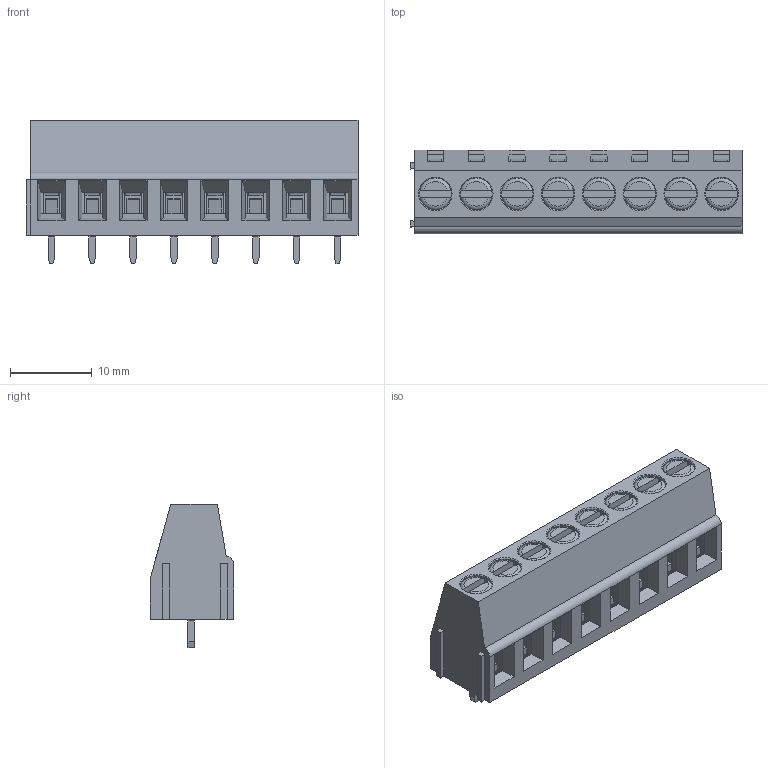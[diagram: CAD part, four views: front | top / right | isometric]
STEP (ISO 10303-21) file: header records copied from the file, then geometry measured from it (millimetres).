
FILE_DESCRIPTION(('STEP AP214'), '1');
FILE_NAME('DG128-5.0-03', '2017-07-15T10:03:45', ('Nobody'), (''), 'ASCON STEP Converter 1.3', 'ASCON Math Kernel', '');
FILE_SCHEMA(('AUTOMOTIVE_DESIGN { 1 0 10303 214 3 1 1}'));
Length unit declared in the file: millimetre
Assembly tree (24 placements, depth 2):
  (unnamed)
    (unnamed)  x8
    (unnamed)  x8
    (unnamed)  x8
Bounding box: 40.6 x 10.2 x 17.6 mm (x, y, z)
Volume: 3405.5 mm3; surface area: 7276.7 mm2
Topology: 25 solids, 25 shells, 945 faces, 2365 edges, 1486 vertices
Faces by surface type: plane 808, cylinder 105, torus 24, cone 8
Full cylindrical faces by diameter (mm): 1.8 x8, 2 x8, 2.5 x8, 2.6 x8, 4 x8, 4.1 x8
Entity records: 16614 total; most frequent: CARTESIAN_POINT 2281, ORIENTED_EDGE 2164, DIRECTION 2026, EDGE_CURVE 1082, LINE 1008, VECTOR 1008, VERTEX_POINT 708, AXIS2_PLACEMENT_3D 509
